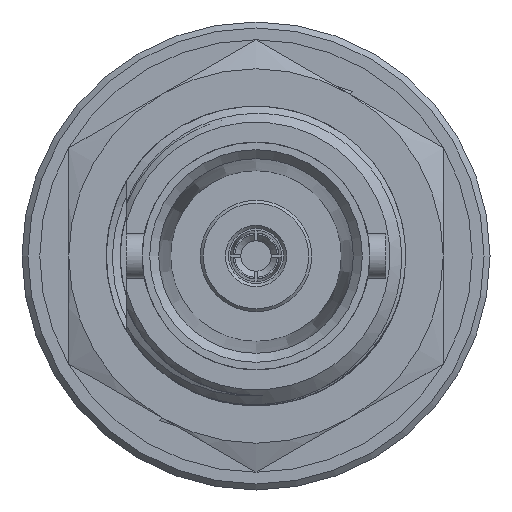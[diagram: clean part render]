
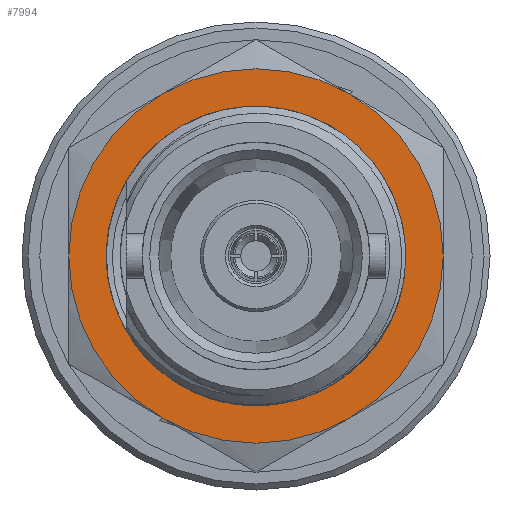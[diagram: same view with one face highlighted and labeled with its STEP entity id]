
A CAD part, left-side view. The second image highlights one B-rep face of the part: STEP entity #7994.
In plain terms, the highlighted planar face has unit normal (-1, 0, 0).
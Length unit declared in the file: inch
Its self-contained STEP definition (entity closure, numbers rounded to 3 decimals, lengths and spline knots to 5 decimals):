
#9 = CARTESIAN_POINT ( 'NONE',  ( 0.602, 0.3125, 0. ) ) ;
#939 = FACE_BOUND ( 'NONE', #2254, .T. ) ;
#1450 = DIRECTION ( 'NONE',  ( -1., 0., 0. ) ) ;
#1791 = EDGE_CURVE ( 'NONE', #13395, #12251, #16691, .T. ) ;
#1910 = CIRCLE ( 'NONE', #21125, 0.3125 ) ;
#2254 = EDGE_LOOP ( 'NONE', ( #3829, #3792 ) ) ;
#2412 = DIRECTION ( 'NONE',  ( 0., 0., -1. ) ) ;
#2457 = DIRECTION ( 'NONE',  ( 0., 0., -1. ) ) ;
#2598 = ORIENTED_EDGE ( 'NONE', *, *, #11477, .T. ) ;
#2909 = CARTESIAN_POINT ( 'NONE',  ( 0.602, 0., 0. ) ) ;
#3243 = EDGE_CURVE ( 'NONE', #9516, #5438, #3461, .T. ) ;
#3420 = DIRECTION ( 'NONE',  ( -1., 0., 0. ) ) ;
#3437 = CARTESIAN_POINT ( 'NONE',  ( 0.602, 0., 0. ) ) ;
#3461 = CIRCLE ( 'NONE', #17759, 0.3125 ) ;
#3493 = EDGE_CURVE ( 'NONE', #4250, #9133, #21599, .T. ) ;
#3643 = CARTESIAN_POINT ( 'NONE',  ( 0.602, -0.15625, 0.27063 ) ) ;
#3792 = ORIENTED_EDGE ( 'NONE', *, *, #1791, .T. ) ;
#3829 = ORIENTED_EDGE ( 'NONE', *, *, #20797, .T. ) ;
#3894 = CARTESIAN_POINT ( 'NONE',  ( 0.602, -0.24748, -0.03541 ) ) ;
#4122 = EDGE_CURVE ( 'NONE', #18536, #20358, #6957, .T. ) ;
#4250 = VERTEX_POINT ( 'NONE', #19454 ) ;
#4325 = PLANE ( 'NONE',  #16329 ) ;
#4868 = DIRECTION ( 'NONE',  ( 1., 0., 0. ) ) ;
#5064 = DIRECTION ( 'NONE',  ( 0., 0., -1. ) ) ;
#5438 = VERTEX_POINT ( 'NONE', #6142 ) ;
#5896 = CIRCLE ( 'NONE', #21596, 0.3125 ) ;
#6142 = CARTESIAN_POINT ( 'NONE',  ( 0.602, -0.3125, 0. ) ) ;
#6286 = DIRECTION ( 'NONE',  ( 0., 0., -1. ) ) ;
#6957 = CIRCLE ( 'NONE', #20550, 0.3125 ) ;
#7596 = DIRECTION ( 'NONE',  ( 1., 0., 0. ) ) ;
#7987 = CIRCLE ( 'NONE', #12165, 0.3125 ) ;
#7994 = ADVANCED_FACE ( 'NONE', ( #939, #14704 ), #4325, .F. ) ;
#8346 = CARTESIAN_POINT ( 'NONE',  ( 0.602, 0., 0. ) ) ;
#8599 = DIRECTION ( 'NONE',  ( 0., 0., -1. ) ) ;
#8926 = CARTESIAN_POINT ( 'NONE',  ( 0.602, 0., 0. ) ) ;
#9133 = VERTEX_POINT ( 'NONE', #9 ) ;
#9424 = EDGE_CURVE ( 'NONE', #4250, #9516, #5896, .T. ) ;
#9454 = CARTESIAN_POINT ( 'NONE',  ( 0.602, 0., 0. ) ) ;
#9486 = EDGE_CURVE ( 'NONE', #20358, #9133, #7987, .T. ) ;
#9516 = VERTEX_POINT ( 'NONE', #13479 ) ;
#10710 = DIRECTION ( 'NONE',  ( -1., 0., 0. ) ) ;
#11477 = EDGE_CURVE ( 'NONE', #5438, #18536, #1910, .T. ) ;
#12113 = ORIENTED_EDGE ( 'NONE', *, *, #9486, .T. ) ;
#12165 = AXIS2_PLACEMENT_3D ( 'NONE', #8346, #3420, #5064 ) ;
#12251 = VERTEX_POINT ( 'NONE', #14955 ) ;
#12733 = DIRECTION ( 'NONE',  ( 0., 1., 0. ) ) ;
#13395 = VERTEX_POINT ( 'NONE', #3894 ) ;
#13479 = CARTESIAN_POINT ( 'NONE',  ( 0.602, -0.15625, -0.27063 ) ) ;
#13878 = CARTESIAN_POINT ( 'NONE',  ( 0.602, 0., 0. ) ) ;
#14044 = CARTESIAN_POINT ( 'NONE',  ( 0.602, 0., 0. ) ) ;
#14102 = DIRECTION ( 'NONE',  ( 0., 0., -1. ) ) ;
#14704 = FACE_OUTER_BOUND ( 'NONE', #15165, .T. ) ;
#14955 = CARTESIAN_POINT ( 'NONE',  ( 0.602, -0.14996, -0.20003 ) ) ;
#15055 = ORIENTED_EDGE ( 'NONE', *, *, #3243, .T. ) ;
#15165 = EDGE_LOOP ( 'NONE', ( #20518, #15055, #2598, #15546, #12113, #16782 ) ) ;
#15546 = ORIENTED_EDGE ( 'NONE', *, *, #4122, .T. ) ;
#15836 = DIRECTION ( 'NONE',  ( 0., 0., -1. ) ) ;
#16329 = AXIS2_PLACEMENT_3D ( 'NONE', #2909, #17650, #12733 ) ;
#16691 = CIRCLE ( 'NONE', #17028, 0.25 ) ;
#16782 = ORIENTED_EDGE ( 'NONE', *, *, #3493, .F. ) ;
#17028 = AXIS2_PLACEMENT_3D ( 'NONE', #14044, #7596, #2457 ) ;
#17650 = DIRECTION ( 'NONE',  ( 1., 0., 0. ) ) ;
#17759 = AXIS2_PLACEMENT_3D ( 'NONE', #8926, #20395, #8599 ) ;
#17835 = CIRCLE ( 'NONE', #19926, 0.25 ) ;
#18536 = VERTEX_POINT ( 'NONE', #3643 ) ;
#18808 = CARTESIAN_POINT ( 'NONE',  ( 0.602, 0., 0. ) ) ;
#19023 = DIRECTION ( 'NONE',  ( 1., 0., 0. ) ) ;
#19121 = DIRECTION ( 'NONE',  ( -1., 0., 0. ) ) ;
#19162 = AXIS2_PLACEMENT_3D ( 'NONE', #19840, #4868, #20375 ) ;
#19265 = CARTESIAN_POINT ( 'NONE',  ( 0.602, 0.15625, 0.27063 ) ) ;
#19454 = CARTESIAN_POINT ( 'NONE',  ( 0.602, 0.15625, -0.27063 ) ) ;
#19840 = CARTESIAN_POINT ( 'NONE',  ( 0.602, 0., 0. ) ) ;
#19926 = AXIS2_PLACEMENT_3D ( 'NONE', #18808, #19023, #2412 ) ;
#20358 = VERTEX_POINT ( 'NONE', #19265 ) ;
#20375 = DIRECTION ( 'NONE',  ( 0., 0., -1. ) ) ;
#20395 = DIRECTION ( 'NONE',  ( -1., 0., 0. ) ) ;
#20518 = ORIENTED_EDGE ( 'NONE', *, *, #9424, .T. ) ;
#20550 = AXIS2_PLACEMENT_3D ( 'NONE', #3437, #10710, #14102 ) ;
#20797 = EDGE_CURVE ( 'NONE', #12251, #13395, #17835, .T. ) ;
#21125 = AXIS2_PLACEMENT_3D ( 'NONE', #13878, #19121, #15836 ) ;
#21596 = AXIS2_PLACEMENT_3D ( 'NONE', #9454, #1450, #6286 ) ;
#21599 = CIRCLE ( 'NONE', #19162, 0.3125 ) ;
